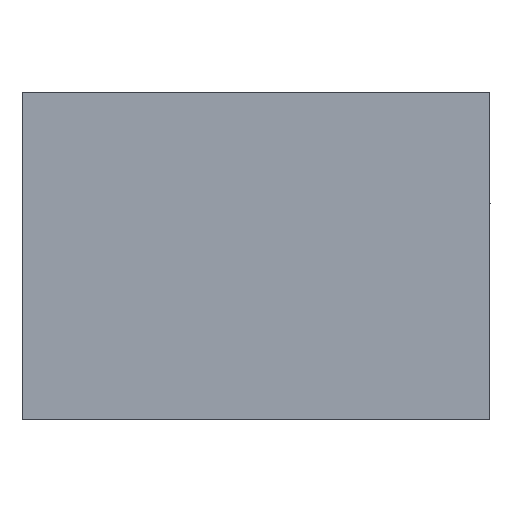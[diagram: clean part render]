
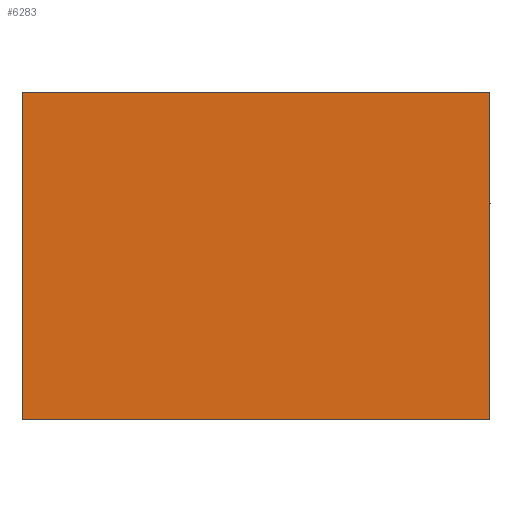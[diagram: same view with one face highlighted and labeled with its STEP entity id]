
A CAD part, left-side view. The second image highlights one B-rep face of the part: STEP entity #6283.
In plain terms, the highlighted planar face has unit normal (-1, 0, 0).
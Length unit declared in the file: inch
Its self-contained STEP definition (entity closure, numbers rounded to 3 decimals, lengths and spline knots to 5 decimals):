
#9=DIRECTION('',(0.,-1.,0.));
#10=VECTOR('',#9,2.5);
#11=CARTESIAN_POINT('',(0.,0.,0.));
#12=LINE('',#11,#10);
#1538=DIRECTION('',(0.,0.,1.));
#1539=VECTOR('',#1538,1.75);
#1540=CARTESIAN_POINT('',(0.,-2.5,0.));
#1541=LINE('',#1540,#1539);
#3722=DIRECTION('',(0.,0.,1.));
#3723=VECTOR('',#3722,1.75);
#3724=CARTESIAN_POINT('',(0.,0.,0.));
#3725=LINE('',#3724,#3723);
#3734=DIRECTION('',(0.,-1.,0.));
#3735=VECTOR('',#3734,2.5);
#3736=CARTESIAN_POINT('',(0.,0.,1.75));
#3737=LINE('',#3736,#3735);
#3932=CARTESIAN_POINT('',(0.,0.,0.));
#3933=CARTESIAN_POINT('',(0.,-2.5,0.));
#3934=VERTEX_POINT('',#3932);
#3935=VERTEX_POINT('',#3933);
#3936=CARTESIAN_POINT('',(0.,0.,1.75));
#3937=CARTESIAN_POINT('',(0.,-2.5,1.75));
#3938=VERTEX_POINT('',#3936);
#3939=VERTEX_POINT('',#3937);
#6271=CARTESIAN_POINT('',(0.,0.,0.));
#6272=DIRECTION('',(-1.,0.,0.));
#6273=DIRECTION('',(0.,-1.,0.));
#6274=AXIS2_PLACEMENT_3D('',#6271,#6272,#6273);
#6275=PLANE('',#6274);
#6276=ORIENTED_EDGE('',*,*,#4326,.F.);
#6277=ORIENTED_EDGE('',*,*,#4860,.T.);
#6279=ORIENTED_EDGE('',*,*,#6278,.T.);
#6280=ORIENTED_EDGE('',*,*,#4971,.F.);
#6281=EDGE_LOOP('',(#6276,#6277,#6279,#6280));
#6282=FACE_OUTER_BOUND('',#6281,.F.);
#6283=ADVANCED_FACE('',(#6282),#6275,.T.);
#4326=EDGE_CURVE('',#3934,#3935,#12,.T.);
#4860=EDGE_CURVE('',#3934,#3938,#3725,.T.);
#4971=EDGE_CURVE('',#3935,#3939,#1541,.T.);
#6278=EDGE_CURVE('',#3938,#3939,#3737,.T.);
